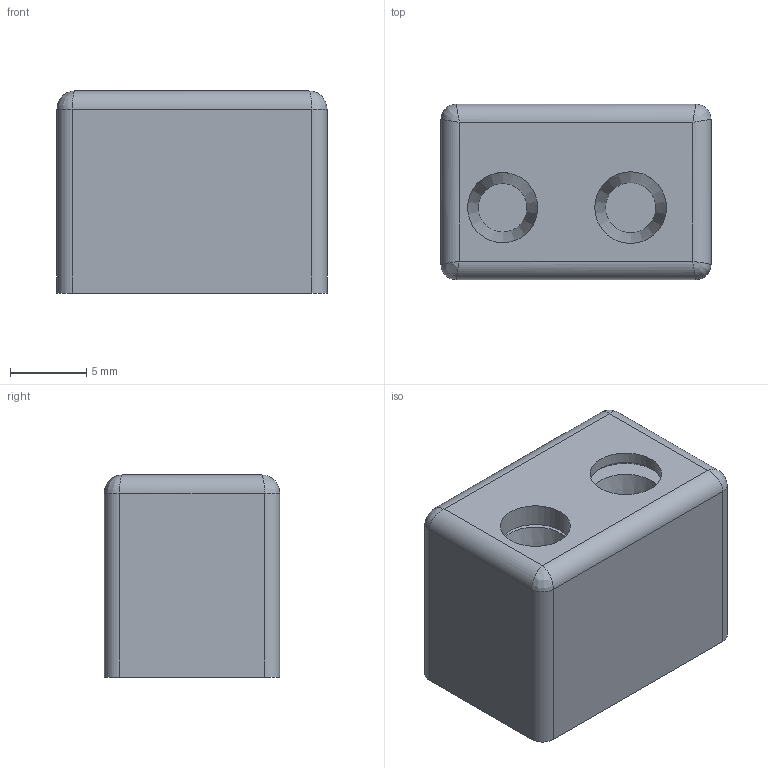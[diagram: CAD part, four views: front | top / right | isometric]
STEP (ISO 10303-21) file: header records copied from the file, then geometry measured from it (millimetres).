
FILE_DESCRIPTION(/* description */ (''),/* implementation_level */ '2;1');
FILE_NAME(/* name */ 'js40f-cad-step-jsumo.stp',/* time_stamp */ '2020-01-27T11:06:23+03:00',/* author */ ('User'),/* organization */ (''),/* preprocessor_version */ 'ST-DEVELOPER v16.5',/* originating_system */ 'Autodesk Inventor 2017',/* authorisation */ '');
FILE_SCHEMA (('AUTOMOTIVE_DESIGN { 1 0 10303 214 3 1 1 }'));
Length unit declared in the file: millimetre
Products named in the file (1): js4f
Bounding box: 17.7 x 11.5 x 13.25 mm (x, y, z)
Volume: 2399 mm3; surface area: 1422.3 mm2
Topology: 1 solids, 1 shells, 101 faces, 251 edges, 162 vertices
Faces by surface type: plane 61, bspline 20, cylinder 16, cone 4
Full cylindrical faces by diameter (mm): 4.6 x1, 4.7 x1
Entity records: 3281 total; most frequent: CARTESIAN_POINT 951, ORIENTED_EDGE 482, DIRECTION 394, EDGE_CURVE 241, LINE 168, VECTOR 168, VERTEX_POINT 161, EDGE_LOOP 120
